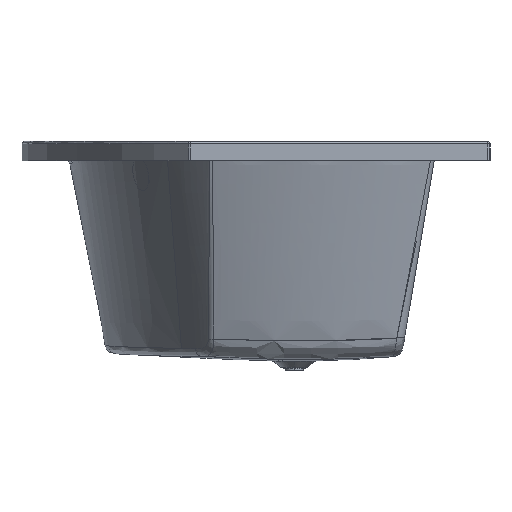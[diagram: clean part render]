
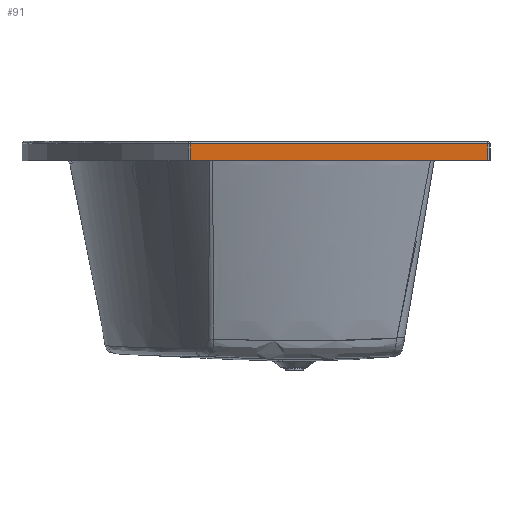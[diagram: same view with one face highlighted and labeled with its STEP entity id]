
A CAD part, left-side view. The second image highlights one B-rep face of the part: STEP entity #91.
In plain terms, the highlighted free-form (B-spline) face has degree [3, 1] with [4, 2] control points.
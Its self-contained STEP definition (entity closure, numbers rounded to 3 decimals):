
#91=ADVANCED_FACE($,(#176),#1212,.T.);
#176=FACE_OUTER_BOUND($,#267,.T.);
#267=EDGE_LOOP($,(#414,#415,#416,#417));
#414=ORIENTED_EDGE($,*,*,#830,.F.);
#415=ORIENTED_EDGE($,*,*,#829,.F.);
#416=ORIENTED_EDGE($,*,*,#828,.F.);
#417=ORIENTED_EDGE($,*,*,#827,.F.);
#827=EDGE_CURVE($,#1049,#1050,#1361,.T.);
#828=EDGE_CURVE($,#1050,#1051,#1362,.T.);
#829=EDGE_CURVE($,#1051,#1052,#1363,.T.);
#830=EDGE_CURVE($,#1052,#1049,#1364,.T.);
#1049=VERTEX_POINT($,#32030);
#1050=VERTEX_POINT($,#32031);
#1051=VERTEX_POINT($,#32032);
#1052=VERTEX_POINT($,#32033);
#1212=B_SPLINE_SURFACE_WITH_KNOTS($,3,1,((#8029,#8030),(#8031,#8032),(#8033,
#8034),(#8035,#8036)),.UNSPECIFIED.,.F.,.F.,.F.,(4,4),(2,2),(0.,622.809),
(0.,35.),.UNSPECIFIED.);
#1361=B_SPLINE_CURVE_WITH_KNOTS($,1,(#4377,#4378),.UNSPECIFIED.,.F.,.F.,
(2,2),(0.,35.),.UNSPECIFIED.);
#1362=B_SPLINE_CURVE_WITH_KNOTS($,3,(#4379,#4380,#4381,#4382),.UNSPECIFIED.,
.F.,.F.,(4,4),(0.,622.809),.UNSPECIFIED.);
#1363=B_SPLINE_CURVE_WITH_KNOTS($,1,(#4383,#4384),.UNSPECIFIED.,.F.,.F.,
(2,2),(-35.,0.),.UNSPECIFIED.);
#1364=B_SPLINE_CURVE_WITH_KNOTS($,3,(#4385,#4386,#4387,#4388),.UNSPECIFIED.,
.F.,.F.,(4,4),(-622.809,0.),.UNSPECIFIED.);
#4377=CARTESIAN_POINT($,(-10.,627.809,-5.031));
#4378=CARTESIAN_POINT($,(-10.,627.809,-40.031));
#4379=CARTESIAN_POINT($,(-10.,627.809,-40.031));
#4380=CARTESIAN_POINT($,(-10.,420.204,-40.031));
#4381=CARTESIAN_POINT($,(-10.,212.604,-40.031));
#4382=CARTESIAN_POINT($,(-10.,5.,-40.031));
#4383=CARTESIAN_POINT($,(-10.,5.,-40.031));
#4384=CARTESIAN_POINT($,(-10.,5.,-5.031));
#4385=CARTESIAN_POINT($,(-10.,5.,-5.031));
#4386=CARTESIAN_POINT($,(-10.,212.604,-5.031));
#4387=CARTESIAN_POINT($,(-10.,420.204,-5.031));
#4388=CARTESIAN_POINT($,(-10.,627.809,-5.031));
#8029=CARTESIAN_POINT($,(-10.,627.809,-5.031));
#8030=CARTESIAN_POINT($,(-10.,627.809,-40.031));
#8031=CARTESIAN_POINT($,(-10.,420.204,-5.031));
#8032=CARTESIAN_POINT($,(-10.,420.204,-40.031));
#8033=CARTESIAN_POINT($,(-10.,212.604,-5.031));
#8034=CARTESIAN_POINT($,(-10.,212.604,-40.031));
#8035=CARTESIAN_POINT($,(-10.,5.,-5.031));
#8036=CARTESIAN_POINT($,(-10.,5.,-40.031));
#32030=CARTESIAN_POINT($,(-10.,627.809,-5.031));
#32031=CARTESIAN_POINT($,(-10.,627.809,-40.031));
#32032=CARTESIAN_POINT($,(-10.,5.,-40.031));
#32033=CARTESIAN_POINT($,(-10.,5.,-5.031));
